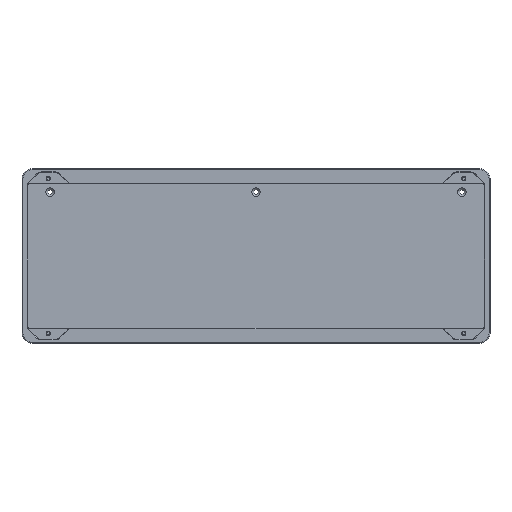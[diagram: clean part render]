
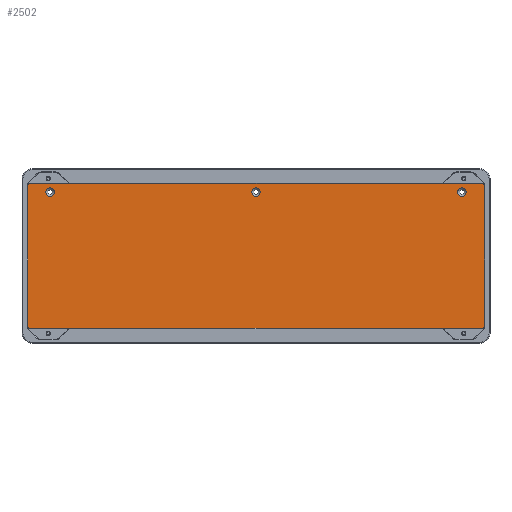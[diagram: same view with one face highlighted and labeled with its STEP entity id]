
A CAD part, top view. The second image highlights one B-rep face of the part: STEP entity #2502.
In plain terms, the highlighted planar face has unit normal (0, 0, 1).
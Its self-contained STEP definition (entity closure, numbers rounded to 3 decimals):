
#25=FACE_BOUND('',#469,.T.);
#26=FACE_BOUND('',#470,.T.);
#27=FACE_BOUND('',#471,.T.);
#141=CIRCLE('',#2739,2.25);
#142=CIRCLE('',#2741,1.);
#143=CIRCLE('',#2742,1.);
#144=CIRCLE('',#2743,1.);
#145=CIRCLE('',#2744,1.);
#146=CIRCLE('',#2745,2.25);
#147=CIRCLE('',#2746,2.25);
#314=FACE_OUTER_BOUND('',#468,.T.);
#468=EDGE_LOOP('',(#2053,#2054,#2055,#2056,#2057,#2058,#2059,#2060));
#469=EDGE_LOOP('',(#2061));
#470=EDGE_LOOP('',(#2062));
#471=EDGE_LOOP('',(#2063));
#597=LINE('',#3800,#839);
#613=LINE('',#3838,#855);
#704=LINE('',#4124,#946);
#705=LINE('',#4128,#947);
#839=VECTOR('',#3012,10.);
#855=VECTOR('',#3048,10.);
#946=VECTOR('',#3355,10.);
#947=VECTOR('',#3358,10.);
#1076=VERTEX_POINT('',#3797);
#1077=VERTEX_POINT('',#3799);
#1088=VERTEX_POINT('',#3835);
#1089=VERTEX_POINT('',#3837);
#1174=VERTEX_POINT('',#4116);
#1175=VERTEX_POINT('',#4121);
#1176=VERTEX_POINT('',#4123);
#1177=VERTEX_POINT('',#4125);
#1178=VERTEX_POINT('',#4127);
#1179=VERTEX_POINT('',#4130);
#1180=VERTEX_POINT('',#4132);
#1330=EDGE_CURVE('',#1076,#1077,#597,.T.);
#1349=EDGE_CURVE('',#1088,#1089,#613,.T.);
#1487=EDGE_CURVE('',#1174,#1174,#141,.T.);
#1489=EDGE_CURVE('',#1076,#1089,#142,.T.);
#1490=EDGE_CURVE('',#1088,#1175,#143,.T.);
#1491=EDGE_CURVE('',#1176,#1175,#704,.T.);
#1492=EDGE_CURVE('',#1176,#1177,#144,.T.);
#1493=EDGE_CURVE('',#1178,#1177,#705,.T.);
#1494=EDGE_CURVE('',#1178,#1077,#145,.T.);
#1495=EDGE_CURVE('',#1179,#1179,#146,.T.);
#1496=EDGE_CURVE('',#1180,#1180,#147,.T.);
#2053=ORIENTED_EDGE('',*,*,#1489,.T.);
#2054=ORIENTED_EDGE('',*,*,#1349,.F.);
#2055=ORIENTED_EDGE('',*,*,#1490,.T.);
#2056=ORIENTED_EDGE('',*,*,#1491,.F.);
#2057=ORIENTED_EDGE('',*,*,#1492,.T.);
#2058=ORIENTED_EDGE('',*,*,#1493,.F.);
#2059=ORIENTED_EDGE('',*,*,#1494,.T.);
#2060=ORIENTED_EDGE('',*,*,#1330,.F.);
#2061=ORIENTED_EDGE('',*,*,#1495,.F.);
#2062=ORIENTED_EDGE('',*,*,#1496,.F.);
#2063=ORIENTED_EDGE('',*,*,#1487,.F.);
#2383=PLANE('',#2740);
#2502=ADVANCED_FACE('',(#314,#25,#26,#27),#2383,.F.);
#2739=AXIS2_PLACEMENT_3D('',#4117,#3346,#3347);
#2740=AXIS2_PLACEMENT_3D('',#4119,#3349,#3350);
#2741=AXIS2_PLACEMENT_3D('',#4120,#3351,#3352);
#2742=AXIS2_PLACEMENT_3D('',#4122,#3353,#3354);
#2743=AXIS2_PLACEMENT_3D('',#4126,#3356,#3357);
#2744=AXIS2_PLACEMENT_3D('',#4129,#3359,#3360);
#2745=AXIS2_PLACEMENT_3D('',#4131,#3361,#3362);
#2746=AXIS2_PLACEMENT_3D('',#4133,#3363,#3364);
#3012=DIRECTION('',(0.,1.,0.));
#3048=DIRECTION('',(-1.,0.,0.));
#3346=DIRECTION('center_axis',(0.,0.,1.));
#3347=DIRECTION('ref_axis',(1.,0.,0.));
#3349=DIRECTION('center_axis',(0.,0.,-1.));
#3350=DIRECTION('ref_axis',(-1.,0.,0.));
#3351=DIRECTION('center_axis',(0.,0.,1.));
#3352=DIRECTION('ref_axis',(-0.707,-0.707,0.));
#3353=DIRECTION('center_axis',(0.,0.,1.));
#3354=DIRECTION('ref_axis',(0.707,-0.707,0.));
#3355=DIRECTION('',(0.,-1.,0.));
#3356=DIRECTION('center_axis',(0.,0.,1.));
#3357=DIRECTION('ref_axis',(0.707,0.707,0.));
#3358=DIRECTION('',(1.,0.,0.));
#3359=DIRECTION('center_axis',(0.,0.,1.));
#3360=DIRECTION('ref_axis',(-0.707,0.707,0.));
#3361=DIRECTION('center_axis',(0.,0.,1.));
#3362=DIRECTION('ref_axis',(1.,0.,0.));
#3363=DIRECTION('center_axis',(0.,0.,1.));
#3364=DIRECTION('ref_axis',(1.,0.,0.));
#3797=CARTESIAN_POINT('',(-246.938,9.,-10.6));
#3799=CARTESIAN_POINT('',(-246.938,84.25,-10.6));
#3800=CARTESIAN_POINT('',(-246.938,8.,-10.6));
#3835=CARTESIAN_POINT('',(-4.,8.,-10.6));
#3837=CARTESIAN_POINT('',(-245.938,8.,-10.6));
#3838=CARTESIAN_POINT('',(-3.,8.,-10.6));
#4116=CARTESIAN_POINT('',(-17.25,80.75,-10.6));
#4117=CARTESIAN_POINT('Origin',(-15.,80.75,-10.6));
#4119=CARTESIAN_POINT('Origin',(-124.969,46.625,-10.6));
#4120=CARTESIAN_POINT('Origin',(-245.938,9.,-10.6));
#4121=CARTESIAN_POINT('',(-3.,9.,-10.6));
#4122=CARTESIAN_POINT('Origin',(-4.,9.,-10.6));
#4123=CARTESIAN_POINT('',(-3.,84.25,-10.6));
#4124=CARTESIAN_POINT('',(-3.,85.25,-10.6));
#4125=CARTESIAN_POINT('',(-4.,85.25,-10.6));
#4126=CARTESIAN_POINT('Origin',(-4.,84.25,-10.6));
#4127=CARTESIAN_POINT('',(-245.938,85.25,-10.6));
#4128=CARTESIAN_POINT('',(-246.938,85.25,-10.6));
#4129=CARTESIAN_POINT('Origin',(-245.938,84.25,-10.6));
#4130=CARTESIAN_POINT('',(-127.219,80.75,-10.6));
#4131=CARTESIAN_POINT('Origin',(-124.969,80.75,-10.6));
#4132=CARTESIAN_POINT('',(-237.188,80.75,-10.6));
#4133=CARTESIAN_POINT('Origin',(-234.938,80.75,-10.6));
